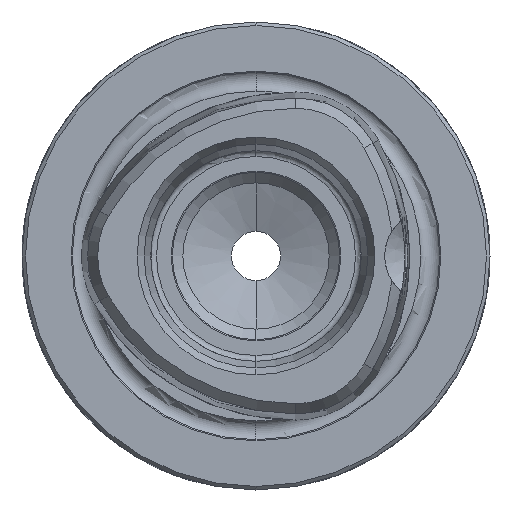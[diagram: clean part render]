
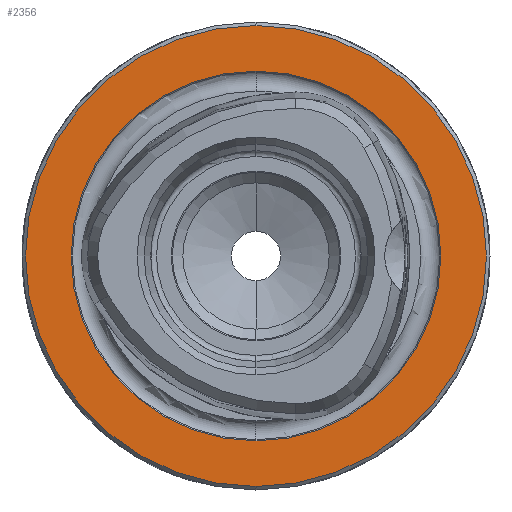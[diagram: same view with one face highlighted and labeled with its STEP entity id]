
A CAD part, left-side view. The second image highlights one B-rep face of the part: STEP entity #2356.
In plain terms, the highlighted planar face has unit normal (-1, 0, 0).
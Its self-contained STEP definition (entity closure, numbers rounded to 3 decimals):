
#20 = FACE_BOUND ( 'NONE', #1765, .T. ) ;
#47 = VERTEX_POINT ( 'NONE', #5364 ) ;
#92 = CARTESIAN_POINT ( 'NONE',  ( 0., 15.8, 0. ) ) ;
#352 = ORIENTED_EDGE ( 'NONE', *, *, #6753, .F. ) ;
#404 = CARTESIAN_POINT ( 'NONE',  ( 0., 0., 19.7 ) ) ;
#582 = DIRECTION ( 'NONE',  ( -1., 0., 0. ) ) ;
#1125 = DIRECTION ( 'NONE',  ( 1., 0., 0. ) ) ;
#1207 = AXIS2_PLACEMENT_3D ( 'NONE', #2197, #582, #5358 ) ;
#1300 = CARTESIAN_POINT ( 'NONE',  ( 0., 0., -19.7 ) ) ;
#1349 = CARTESIAN_POINT ( 'NONE',  ( 0., 0., 0. ) ) ;
#1643 = DIRECTION ( 'NONE',  ( 0., 0., 1. ) ) ;
#1765 = EDGE_LOOP ( 'NONE', ( #2989, #352 ) ) ;
#1931 = DIRECTION ( 'NONE',  ( 0., 0., 1. ) ) ;
#1933 = CIRCLE ( 'NONE', #6111, 15.8 ) ;
#2073 = ORIENTED_EDGE ( 'NONE', *, *, #5963, .T. ) ;
#2197 = CARTESIAN_POINT ( 'NONE',  ( 0., 0., 0. ) ) ;
#2312 = ORIENTED_EDGE ( 'NONE', *, *, #4485, .T. ) ;
#2356 = ADVANCED_FACE ( 'NONE', ( #20, #4804 ), #3136, .F. ) ;
#2382 = EDGE_CURVE ( 'NONE', #47, #4444, #1933, .T. ) ;
#2512 = VERTEX_POINT ( 'NONE', #1300 ) ;
#2651 = DIRECTION ( 'NONE',  ( -1., 0., 0. ) ) ;
#2722 = CIRCLE ( 'NONE', #5349, 19.7 ) ;
#2782 = CARTESIAN_POINT ( 'NONE',  ( 0., 0., -15.8 ) ) ;
#2989 = ORIENTED_EDGE ( 'NONE', *, *, #2382, .F. ) ;
#3136 = PLANE ( 'NONE',  #4901 ) ;
#3245 = VERTEX_POINT ( 'NONE', #404 ) ;
#3304 = CARTESIAN_POINT ( 'NONE',  ( 0., 0., 0. ) ) ;
#3842 = CIRCLE ( 'NONE', #1207, 15.8 ) ;
#4190 = DIRECTION ( 'NONE',  ( -1., 0., 0. ) ) ;
#4290 = DIRECTION ( 'NONE',  ( 0., 0., 1. ) ) ;
#4292 = CARTESIAN_POINT ( 'NONE',  ( 0., 0., 0. ) ) ;
#4444 = VERTEX_POINT ( 'NONE', #2782 ) ;
#4485 = EDGE_CURVE ( 'NONE', #2512, #3245, #2722, .T. ) ;
#4804 = FACE_OUTER_BOUND ( 'NONE', #6544, .T. ) ;
#4901 = AXIS2_PLACEMENT_3D ( 'NONE', #92, #1125, #5741 ) ;
#4935 = DIRECTION ( 'NONE',  ( -1., 0., 0. ) ) ;
#5145 = CIRCLE ( 'NONE', #5368, 19.7 ) ;
#5349 = AXIS2_PLACEMENT_3D ( 'NONE', #3304, #2651, #4290 ) ;
#5358 = DIRECTION ( 'NONE',  ( 0., 0., 1. ) ) ;
#5364 = CARTESIAN_POINT ( 'NONE',  ( 0., 0., 15.8 ) ) ;
#5368 = AXIS2_PLACEMENT_3D ( 'NONE', #1349, #4935, #1931 ) ;
#5741 = DIRECTION ( 'NONE',  ( 0., 0., -1. ) ) ;
#5963 = EDGE_CURVE ( 'NONE', #3245, #2512, #5145, .T. ) ;
#6111 = AXIS2_PLACEMENT_3D ( 'NONE', #4292, #4190, #1643 ) ;
#6544 = EDGE_LOOP ( 'NONE', ( #2312, #2073 ) ) ;
#6753 = EDGE_CURVE ( 'NONE', #4444, #47, #3842, .T. ) ;
